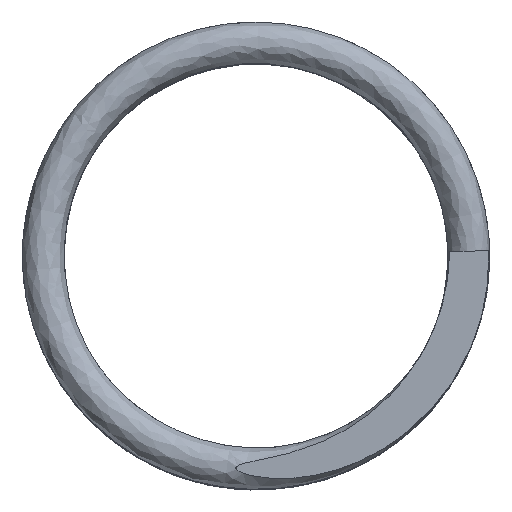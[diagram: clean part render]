
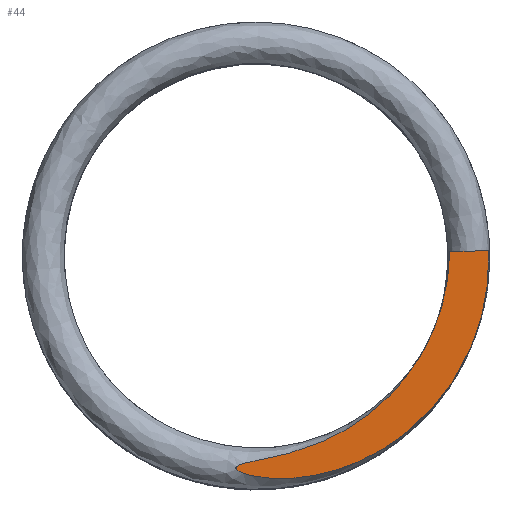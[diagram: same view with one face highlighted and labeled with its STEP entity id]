
A CAD part, top view. The second image highlights one B-rep face of the part: STEP entity #44.
In plain terms, the highlighted planar face has unit normal (0, 0, 1).
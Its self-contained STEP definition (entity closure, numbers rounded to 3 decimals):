
#44=ADVANCED_FACE('',(#56),#49,.F.);
#49=PLANE('',#166);
#56=FACE_OUTER_BOUND('',#64,.T.);
#64=EDGE_LOOP('',(#93,#94,#95,#96));
#68=LINE('',#1559,#70);
#70=VECTOR('',#179,1.);
#93=ORIENTED_EDGE('',*,*,#124,.F.);
#94=ORIENTED_EDGE('',*,*,#127,.F.);
#95=ORIENTED_EDGE('',*,*,#126,.F.);
#96=ORIENTED_EDGE('',*,*,#128,.T.);
#109=VERTEX_POINT('',#1094);
#110=VERTEX_POINT('',#1129);
#111=VERTEX_POINT('',#1137);
#112=VERTEX_POINT('',#1146);
#124=EDGE_CURVE('',#110,#111,#139,.T.);
#126=EDGE_CURVE('',#112,#109,#141,.T.);
#127=EDGE_CURVE('',#109,#110,#142,.T.);
#128=EDGE_CURVE('',#112,#111,#68,.T.);
#139=B_SPLINE_CURVE_WITH_KNOTS('',3,(#1130,#1131,#1132,#1133,#1134,#1135,
#1136),.UNSPECIFIED.,.F.,.F.,(4,3,4),(0.,0.49,1.),
 .UNSPECIFIED.);
#141=B_SPLINE_CURVE_WITH_KNOTS('',3,(#1147,#1148,#1149,#1150,#1151,#1152,
#1153),.UNSPECIFIED.,.F.,.F.,(4,3,4),(0.,0.406,1.),
 .UNSPECIFIED.);
#142=B_SPLINE_CURVE_WITH_KNOTS('',3,(#1504,#1505,#1506,#1507,#1508,#1509,
#1510,#1511,#1512,#1513,#1514,#1515,#1516,#1517,#1518,#1519,#1520,#1521,
#1522,#1523,#1524,#1525,#1526,#1527,#1528,#1529,#1530,#1531,#1532,#1533,
#1534,#1535,#1536,#1537,#1538,#1539,#1540,#1541,#1542,#1543,#1544,#1545,
#1546,#1547,#1548,#1549,#1550,#1551,#1552,#1553,#1554,#1555,#1556,#1557,
#1558),.UNSPECIFIED.,.F.,.F.,(4,3,3,3,3,3,3,3,3,3,3,3,3,3,3,3,3,3,4),(0.,
0.073,0.209,0.345,0.477,
0.51,0.526,0.534,0.536,
0.538,0.539,0.54,0.541,
0.543,0.551,0.585,0.724,
0.865,1.),.UNSPECIFIED.);
#166=AXIS2_PLACEMENT_3D('',#1560,#180,#181);
#179=DIRECTION('',(-1.,-0.021,0.));
#180=DIRECTION('',(0.,0.,-1.));
#181=DIRECTION('',(-1.,0.,0.));
#1094=CARTESIAN_POINT('',(3.131,-1.326,8.));
#1129=CARTESIAN_POINT('',(2.578,-1.092,8.));
#1130=CARTESIAN_POINT('',(2.578,-1.092,8.));
#1131=CARTESIAN_POINT('',(2.653,-0.914,8.));
#1132=CARTESIAN_POINT('',(2.712,-0.729,8.));
#1133=CARTESIAN_POINT('',(2.752,-0.54,8.));
#1134=CARTESIAN_POINT('',(2.793,-0.343,8.));
#1135=CARTESIAN_POINT('',(2.814,-0.141,8.));
#1136=CARTESIAN_POINT('',(2.816,0.059,8.));
#1137=CARTESIAN_POINT('',(2.817,0.059,8.));
#1146=CARTESIAN_POINT('',(3.382,0.071,8.));
#1147=CARTESIAN_POINT('',(3.381,0.071,8.));
#1148=CARTESIAN_POINT('',(3.39,-0.122,8.));
#1149=CARTESIAN_POINT('',(3.382,-0.317,8.));
#1150=CARTESIAN_POINT('',(3.356,-0.509,8.));
#1151=CARTESIAN_POINT('',(3.317,-0.789,8.));
#1152=CARTESIAN_POINT('',(3.24,-1.066,8.));
#1153=CARTESIAN_POINT('',(3.13,-1.326,8.));
#1504=CARTESIAN_POINT('',(3.13,-1.326,8.));
#1505=CARTESIAN_POINT('',(3.055,-1.503,8.));
#1506=CARTESIAN_POINT('',(2.964,-1.675,8.));
#1507=CARTESIAN_POINT('',(2.858,-1.837,8.));
#1508=CARTESIAN_POINT('',(2.664,-2.133,8.));
#1509=CARTESIAN_POINT('',(2.415,-2.4,8.));
#1510=CARTESIAN_POINT('',(2.134,-2.616,8.));
#1511=CARTESIAN_POINT('',(1.851,-2.833,8.));
#1512=CARTESIAN_POINT('',(1.527,-3.006,8.));
#1513=CARTESIAN_POINT('',(1.187,-3.113,8.));
#1514=CARTESIAN_POINT('',(0.858,-3.216,8.));
#1515=CARTESIAN_POINT('',(0.504,-3.265,8.));
#1516=CARTESIAN_POINT('',(0.161,-3.234,8.));
#1517=CARTESIAN_POINT('',(0.075,-3.227,8.));
#1518=CARTESIAN_POINT('',(-0.011,-3.214,8.));
#1519=CARTESIAN_POINT('',(-0.096,-3.193,8.));
#1520=CARTESIAN_POINT('',(-0.138,-3.183,8.));
#1521=CARTESIAN_POINT('',(-0.179,-3.17,8.));
#1522=CARTESIAN_POINT('',(-0.219,-3.152,8.));
#1523=CARTESIAN_POINT('',(-0.239,-3.143,8.));
#1524=CARTESIAN_POINT('',(-0.259,-3.133,8.));
#1525=CARTESIAN_POINT('',(-0.275,-3.118,8.));
#1526=CARTESIAN_POINT('',(-0.278,-3.115,8.));
#1527=CARTESIAN_POINT('',(-0.282,-3.111,8.));
#1528=CARTESIAN_POINT('',(-0.285,-3.107,8.));
#1529=CARTESIAN_POINT('',(-0.287,-3.104,8.));
#1530=CARTESIAN_POINT('',(-0.289,-3.1,8.));
#1531=CARTESIAN_POINT('',(-0.291,-3.096,8.));
#1532=CARTESIAN_POINT('',(-0.292,-3.094,8.));
#1533=CARTESIAN_POINT('',(-0.292,-3.091,8.));
#1534=CARTESIAN_POINT('',(-0.292,-3.088,8.));
#1535=CARTESIAN_POINT('',(-0.292,-3.085,8.));
#1536=CARTESIAN_POINT('',(-0.292,-3.083,8.));
#1537=CARTESIAN_POINT('',(-0.291,-3.08,8.));
#1538=CARTESIAN_POINT('',(-0.289,-3.077,8.));
#1539=CARTESIAN_POINT('',(-0.287,-3.074,8.));
#1540=CARTESIAN_POINT('',(-0.285,-3.071,8.));
#1541=CARTESIAN_POINT('',(-0.282,-3.066,8.));
#1542=CARTESIAN_POINT('',(-0.277,-3.063,8.));
#1543=CARTESIAN_POINT('',(-0.272,-3.059,8.));
#1544=CARTESIAN_POINT('',(-0.256,-3.048,8.));
#1545=CARTESIAN_POINT('',(-0.237,-3.042,8.));
#1546=CARTESIAN_POINT('',(-0.219,-3.035,8.));
#1547=CARTESIAN_POINT('',(-0.132,-3.007,8.));
#1548=CARTESIAN_POINT('',(-0.04,-2.993,8.));
#1549=CARTESIAN_POINT('',(0.05,-2.976,8.));
#1550=CARTESIAN_POINT('',(0.411,-2.906,8.));
#1551=CARTESIAN_POINT('',(0.772,-2.805,8.));
#1552=CARTESIAN_POINT('',(1.102,-2.643,8.));
#1553=CARTESIAN_POINT('',(1.434,-2.478,8.));
#1554=CARTESIAN_POINT('',(1.743,-2.251,8.));
#1555=CARTESIAN_POINT('',(1.997,-1.981,8.));
#1556=CARTESIAN_POINT('',(2.24,-1.724,8.));
#1557=CARTESIAN_POINT('',(2.44,-1.418,8.));
#1558=CARTESIAN_POINT('',(2.578,-1.092,8.));
#1559=CARTESIAN_POINT('',(3.382,0.071,8.));
#1560=CARTESIAN_POINT('',(-5.,4.325,8.));
